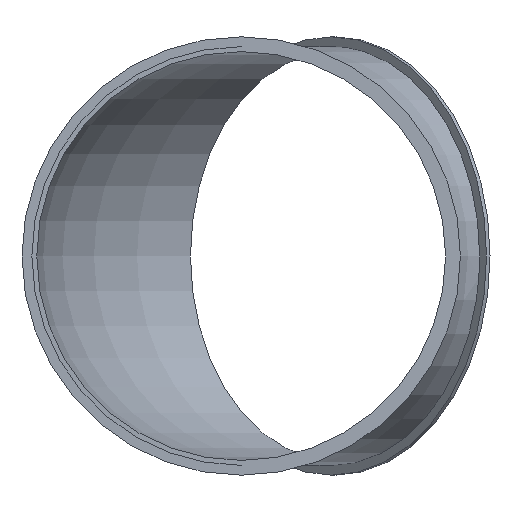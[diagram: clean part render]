
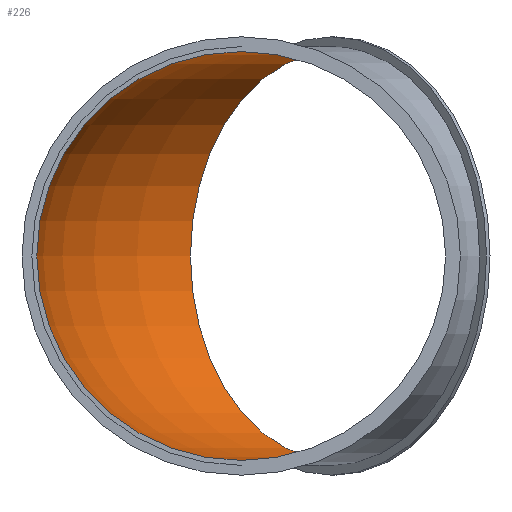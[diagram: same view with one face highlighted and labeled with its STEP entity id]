
A CAD part, front view. The second image highlights one B-rep face of the part: STEP entity #226.
In plain terms, the highlighted toroidal (fillet/blend) face has major radius 195 mm and minor radius 124.5 mm.
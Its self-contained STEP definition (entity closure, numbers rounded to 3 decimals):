
#16=TOROIDAL_SURFACE('',#271,195.,124.5);
#50=FACE_OUTER_BOUND('',#62,.T.);
#62=EDGE_LOOP('',(#197,#198,#199,#200,#201,#202));
#84=CIRCLE('',#272,124.5);
#85=CIRCLE('',#273,124.5);
#86=CIRCLE('',#274,70.5);
#87=CIRCLE('',#275,124.5);
#88=CIRCLE('',#276,124.5);
#109=VERTEX_POINT('',#573);
#110=VERTEX_POINT('',#574);
#111=VERTEX_POINT('',#577);
#112=VERTEX_POINT('',#579);
#142=EDGE_CURVE('',#109,#110,#84,.T.);
#143=EDGE_CURVE('',#110,#109,#85,.T.);
#144=EDGE_CURVE('',#110,#111,#86,.T.);
#145=EDGE_CURVE('',#111,#112,#87,.T.);
#146=EDGE_CURVE('',#112,#111,#88,.T.);
#197=ORIENTED_EDGE('',*,*,#142,.F.);
#198=ORIENTED_EDGE('',*,*,#143,.F.);
#199=ORIENTED_EDGE('',*,*,#144,.T.);
#200=ORIENTED_EDGE('',*,*,#145,.T.);
#201=ORIENTED_EDGE('',*,*,#146,.T.);
#202=ORIENTED_EDGE('',*,*,#144,.F.);
#226=ADVANCED_FACE('',(#50),#16,.F.);
#271=AXIS2_PLACEMENT_3D('',#572,#327,#328);
#272=AXIS2_PLACEMENT_3D('',#575,#329,#330);
#273=AXIS2_PLACEMENT_3D('',#576,#331,#332);
#274=AXIS2_PLACEMENT_3D('',#578,#333,#334);
#275=AXIS2_PLACEMENT_3D('',#580,#335,#336);
#276=AXIS2_PLACEMENT_3D('',#581,#337,#338);
#327=DIRECTION('center_axis',(0.,0.,-1.));
#328=DIRECTION('ref_axis',(-1.,0.,0.));
#329=DIRECTION('center_axis',(-0.707,-0.707,0.));
#330=DIRECTION('ref_axis',(0.707,-0.707,0.));
#331=DIRECTION('center_axis',(-0.707,-0.707,0.));
#332=DIRECTION('ref_axis',(0.707,-0.707,0.));
#333=DIRECTION('center_axis',(0.,0.,1.));
#334=DIRECTION('ref_axis',(-1.,0.,0.));
#335=DIRECTION('center_axis',(0.,-1.,0.));
#336=DIRECTION('ref_axis',(1.,0.,0.));
#337=DIRECTION('center_axis',(0.,-1.,0.));
#338=DIRECTION('ref_axis',(1.,0.,0.));
#572=CARTESIAN_POINT('Origin',(195.,0.,0.));
#573=CARTESIAN_POINT('',(-30.921,225.921,0.));
#574=CARTESIAN_POINT('',(145.149,49.851,0.));
#575=CARTESIAN_POINT('Origin',(57.114,137.886,0.));
#576=CARTESIAN_POINT('Origin',(57.114,137.886,0.));
#577=CARTESIAN_POINT('',(124.5,0.,0.));
#578=CARTESIAN_POINT('Origin',(195.,0.,0.));
#579=CARTESIAN_POINT('',(-124.5,0.,0.));
#580=CARTESIAN_POINT('Origin',(0.,0.,0.));
#581=CARTESIAN_POINT('Origin',(0.,0.,0.));
